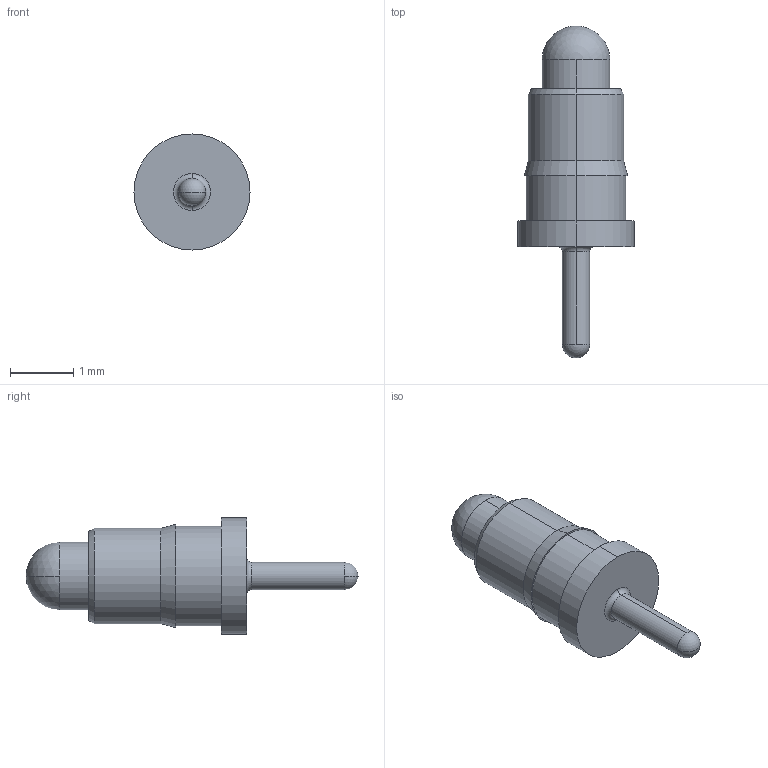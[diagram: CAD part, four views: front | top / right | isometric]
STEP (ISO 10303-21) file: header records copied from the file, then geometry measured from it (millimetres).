
FILE_DESCRIPTION (( 'STEP AP214' ), '1' );
FILE_NAME ('0906-0-15-20-76-14-11-0.STEP', '2021-03-19T18:47:51', ( '' ), ( '' ), 'SwSTEP 2.0', 'SolidWorks 2017', '' );
FILE_SCHEMA (( 'AUTOMOTIVE_DESIGN' ));
Length unit declared in the file: inch
Products named in the file (1): 0906-0-15-20-76-14-11-0
Bounding box: 1.83 x 5.23 x 1.83 mm (x, y, z)
Volume: 3.2 mm3; surface area: 41.1 mm2
Topology: 2 solids, 2 shells, 44 faces, 94 edges, 53 vertices
Faces by surface type: cylinder 18, cone 14, plane 6, sphere 4, torus 2
Entity records: 1203 total; most frequent: DIRECTION 234, CARTESIAN_POINT 186, ORIENTED_EDGE 176, AXIS2_PLACEMENT_3D 101, EDGE_CURVE 88, CIRCLE 56, VERTEX_POINT 53, EDGE_LOOP 49
